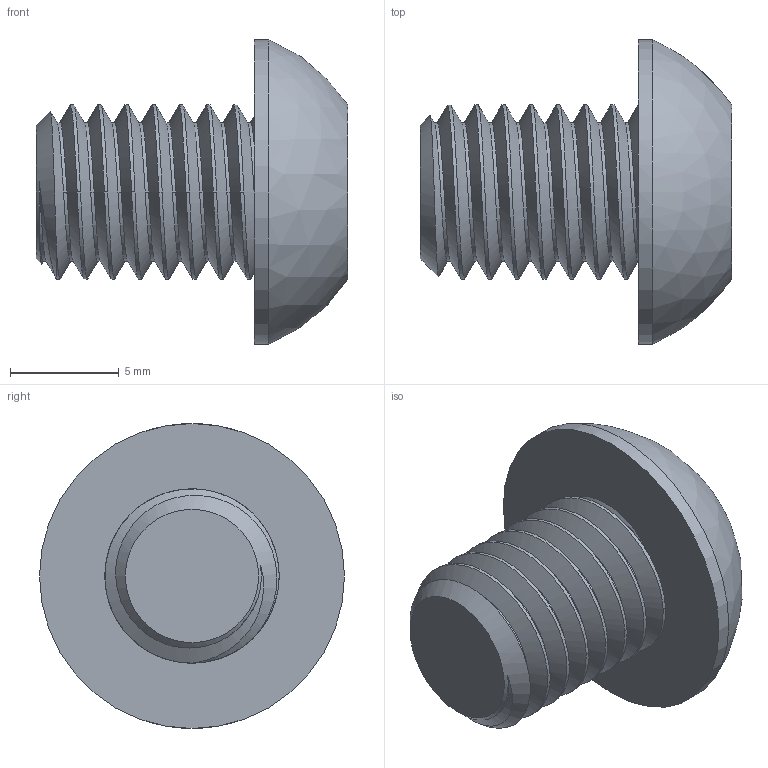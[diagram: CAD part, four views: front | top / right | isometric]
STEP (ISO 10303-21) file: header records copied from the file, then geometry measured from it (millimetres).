
FILE_DESCRIPTION(/* description */ (''),/* implementation_level */ '2;1');
FILE_NAME(/* name */ 'M8x10BHCS-0 v1.step',/* time_stamp */ '2020-09-15T08:57:19-04:00',/* author */ (''),/* organization */ (''),/* preprocessor_version */ 'ST-DEVELOPER v18.1',/* originating_system */ 'Autodesk Translation Framework v9.3.0.1241',/* authorisation */ '');
FILE_SCHEMA (('AUTOMOTIVE_DESIGN { 1 0 10303 214 3 1 1 }'));
Length unit declared in the file: millimetre
Products named in the file (2): M8x10BHCS-0; 94500A321
Assembly tree (1 placements, depth 2):
  M8x10BHCS-0
    94500A321
Bounding box: 14.3 x 14 x 14 mm (x, y, z)
Volume: 836.4 mm3; surface area: 832.8 mm2
Topology: 1 solids, 1 shells, 38 faces, 88 edges, 55 vertices
Faces by surface type: cylinder 18, plane 10, cone 7, bspline 2, sphere 1
Full cylindrical faces by diameter (mm): 6.376 x8, 8 x6, 14 x1
Entity records: 2455 total; most frequent: CARTESIAN_POINT 1639, ORIENTED_EDGE 176, DIRECTION 137, EDGE_CURVE 88, VERTEX_POINT 55, AXIS2_PLACEMENT_3D 54, EDGE_LOOP 41, FACE_OUTER_BOUND 38
